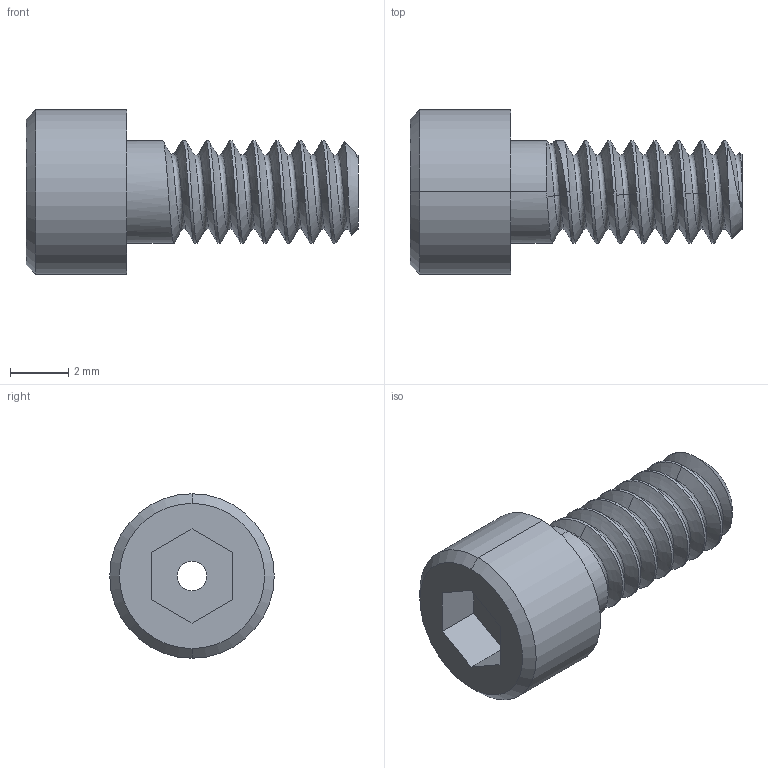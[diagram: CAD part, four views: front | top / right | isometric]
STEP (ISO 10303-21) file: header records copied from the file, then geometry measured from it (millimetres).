
FILE_DESCRIPTION((''),'2;1');
FILE_NAME('001_SOCKET_HEAD_INCH_ASM','2023-10-31T',('SYSTEM'),(''),'PRO/ENGINEER BY PARAMETRIC TECHNOLOGY CORPORATION, 2016360','PRO/ENGINEER BY PARAMETRIC TECHNOLOGY CORPORATION, 2016360','');
FILE_SCHEMA(('AUTOMOTIVE_DESIGN { 1 0 10303 214 1 1 1 1 }'));
Length unit declared in the file: inch
Products named in the file (2): C-U138_AF0; 001_SOCKET_HEAD_INCH_ASM
Assembly tree (1 placements, depth 2):
  001_SOCKET_HEAD_INCH_ASM
    C-U138_AF0
Bounding box: 11.38 x 5.64 x 5.64 mm (x, y, z)
Volume: 127.1 mm3; surface area: 265.7 mm2
Topology: 1 solids, 1 shells, 45 faces, 115 edges, 74 vertices
Faces by surface type: cylinder 19, bspline 11, plane 10, cone 5
Entity records: 4395 total; most frequent: CARTESIAN_POINT 3217, ORIENTED_EDGE 230, DIRECTION 154, EDGE_CURVE 115, COLOUR_RGB 110, VERTEX_POINT 74, AXIS2_PLACEMENT_3D 54, B_SPLINE_CURVE_WITH_KNOTS 52
